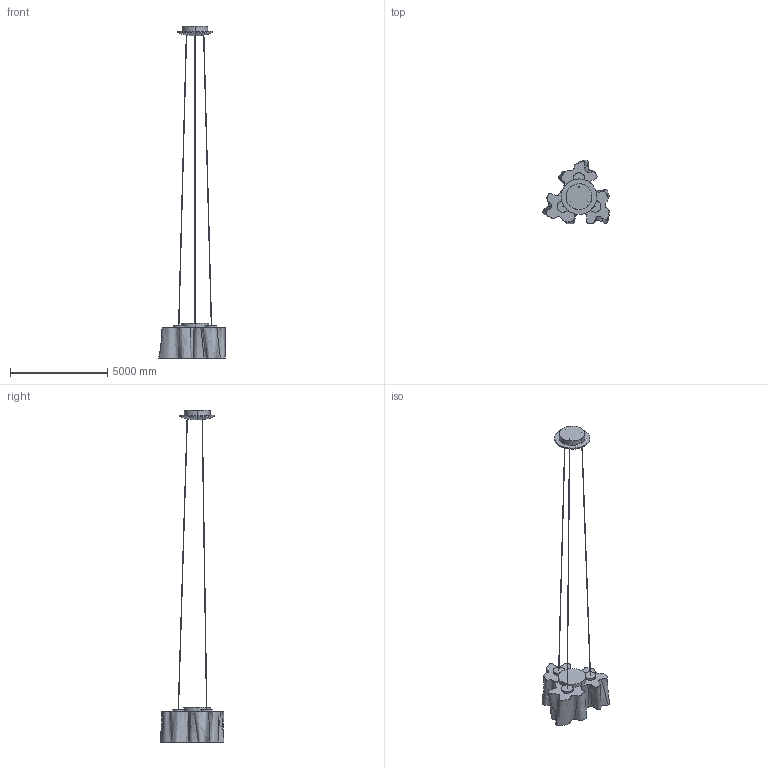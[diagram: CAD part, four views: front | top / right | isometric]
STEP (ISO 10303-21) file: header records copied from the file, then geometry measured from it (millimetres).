
FILE_DESCRIPTION(/* description */ (''),/* implementation_level */ '2;1');
FILE_NAME(/* name */ 'Logico_Micro_Sospensione_3x120_3D',/* time_stamp */ '2011-11-25T14:46:57+01:00',/* author */ (''),/* organization */ (''),/* preprocessor_version */ 'ST-DEVELOPER v10',/* originating_system */ '',/* authorisation */ '');
FILE_SCHEMA (('CONFIG_CONTROL_DESIGN'));
Length unit declared in the file: centimetre
Products named in the file (1): 1
Bounding box: 3412.45 x 3281.57 x 17035.53 mm (x, y, z)
Volume: 1388959203.7 mm3; surface area: 52368624.7 mm2
Topology: 8 solids, 11 shells, 126 faces, 298 edges, 183 vertices
Faces by surface type: bspline 104, plane 22
Entity records: 5753 total; most frequent: CARTESIAN_POINT 4032, ORIENTED_EDGE 560, EDGE_CURVE 286, VERTEX_POINT 183, EDGE_LOOP 130, ADVANCED_FACE 126, FACE_OUTER_BOUND 126, B_SPLINE_CURVE_WITH_KNOTS 111
